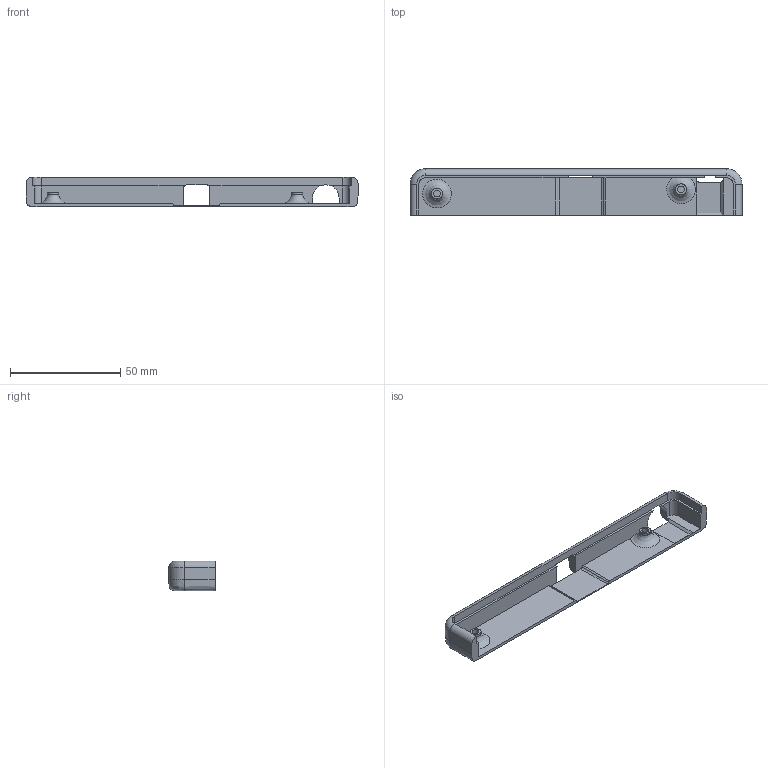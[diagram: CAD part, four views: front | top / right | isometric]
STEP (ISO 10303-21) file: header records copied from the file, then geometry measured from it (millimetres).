
FILE_DESCRIPTION(/* description */ ('STEP AP214'),/* implementation_level */ '2;1');
FILE_NAME(/* name */ '602b09fc76f681188276f09c',/* time_stamp */ '2021-02-15T23:55:41+00:00',/* author */ (''),/* organization */ (''),/* preprocessor_version */ 'ST-DEVELOPER v18.1',/* originating_system */ ' ',/* authorisation */ ' ');
FILE_SCHEMA (('AUTOMOTIVE_DESIGN {1 0 10303 214 3 1 1}'));
Length unit declared in the file: metre
Products named in the file (1): Bottom Left test
Bounding box: 150.27 x 21 x 13.5 mm (x, y, z)
Volume: 10834.8 mm3; surface area: 10607.9 mm2
Topology: 1 solids, 1 shells, 70 faces, 187 edges, 118 vertices
Faces by surface type: plane 34, cylinder 26, bspline 8, torus 2
Full cylindrical faces by diameter (mm): 3 x2, 5 x2
Entity records: 2580 total; most frequent: CARTESIAN_POINT 890, ORIENTED_EDGE 360, DIRECTION 320, EDGE_CURVE 180, VERTEX_POINT 117, AXIS2_PLACEMENT_3D 111, LINE 98, VECTOR 98
